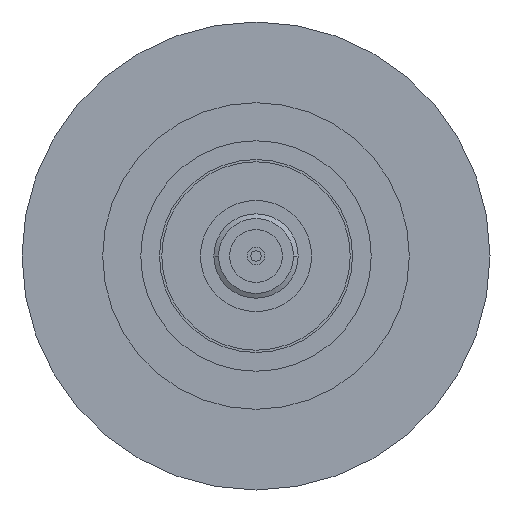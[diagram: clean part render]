
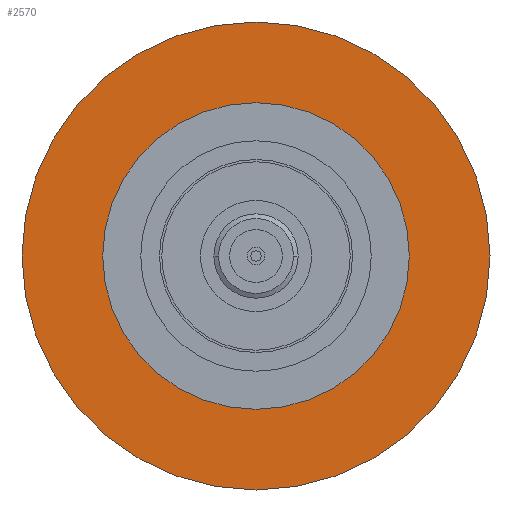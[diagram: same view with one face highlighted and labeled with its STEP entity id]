
A CAD part, left-side view. The second image highlights one B-rep face of the part: STEP entity #2570.
In plain terms, the highlighted planar face has unit normal (-1, 0, 0).
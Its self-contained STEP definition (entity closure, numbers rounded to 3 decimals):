
#31 = VERTEX_POINT ( 'NONE', #1179 ) ;
#109 = CARTESIAN_POINT ( 'NONE',  ( 0., 0., 13.1 ) ) ;
#143 = CARTESIAN_POINT ( 'NONE',  ( 0., 0., -13.1 ) ) ;
#152 = EDGE_CURVE ( 'NONE', #31, #1102, #2123, .T. ) ;
#258 = CIRCLE ( 'NONE', #1208, 13.1 ) ;
#301 = EDGE_LOOP ( 'NONE', ( #699, #354 ) ) ;
#354 = ORIENTED_EDGE ( 'NONE', *, *, #1518, .T. ) ;
#368 = DIRECTION ( 'NONE',  ( 1., 0., 0. ) ) ;
#382 = VERTEX_POINT ( 'NONE', #109 ) ;
#412 = CARTESIAN_POINT ( 'NONE',  ( 0., 0., 0. ) ) ;
#449 = FACE_BOUND ( 'NONE', #301, .T. ) ;
#571 = FACE_OUTER_BOUND ( 'NONE', #1687, .T. ) ;
#620 = DIRECTION ( 'NONE',  ( -1., 0., 0. ) ) ;
#699 = ORIENTED_EDGE ( 'NONE', *, *, #1277, .T. ) ;
#712 = DIRECTION ( 'NONE',  ( 1., 0., 0. ) ) ;
#833 = DIRECTION ( 'NONE',  ( 0., 0., 1. ) ) ;
#843 = DIRECTION ( 'NONE',  ( 0., 0., -1. ) ) ;
#969 = AXIS2_PLACEMENT_3D ( 'NONE', #2322, #712, #1705 ) ;
#1065 = DIRECTION ( 'NONE',  ( 0., 0., -1. ) ) ;
#1102 = VERTEX_POINT ( 'NONE', #1573 ) ;
#1106 = PLANE ( 'NONE',  #1235 ) ;
#1142 = VERTEX_POINT ( 'NONE', #143 ) ;
#1179 = CARTESIAN_POINT ( 'NONE',  ( 0., 0., -20. ) ) ;
#1208 = AXIS2_PLACEMENT_3D ( 'NONE', #412, #1833, #843 ) ;
#1235 = AXIS2_PLACEMENT_3D ( 'NONE', #1411, #620, #833 ) ;
#1260 = CARTESIAN_POINT ( 'NONE',  ( 0., 0., 0. ) ) ;
#1277 = EDGE_CURVE ( 'NONE', #1142, #382, #258, .T. ) ;
#1286 = AXIS2_PLACEMENT_3D ( 'NONE', #1788, #368, #1572 ) ;
#1411 = CARTESIAN_POINT ( 'NONE',  ( 0., 0., -13.1 ) ) ;
#1518 = EDGE_CURVE ( 'NONE', #382, #1142, #2151, .T. ) ;
#1572 = DIRECTION ( 'NONE',  ( 0., 0., -1. ) ) ;
#1573 = CARTESIAN_POINT ( 'NONE',  ( 0., 0., 20. ) ) ;
#1687 = EDGE_LOOP ( 'NONE', ( #1941, #2198 ) ) ;
#1705 = DIRECTION ( 'NONE',  ( 0., 0., -1. ) ) ;
#1788 = CARTESIAN_POINT ( 'NONE',  ( 0., 0., 0. ) ) ;
#1833 = DIRECTION ( 'NONE',  ( 1., 0., 0. ) ) ;
#1941 = ORIENTED_EDGE ( 'NONE', *, *, #152, .F. ) ;
#2073 = AXIS2_PLACEMENT_3D ( 'NONE', #1260, #2479, #1065 ) ;
#2123 = CIRCLE ( 'NONE', #1286, 20. ) ;
#2151 = CIRCLE ( 'NONE', #2073, 13.1 ) ;
#2198 = ORIENTED_EDGE ( 'NONE', *, *, #2480, .F. ) ;
#2303 = CIRCLE ( 'NONE', #969, 20. ) ;
#2322 = CARTESIAN_POINT ( 'NONE',  ( 0., 0., 0. ) ) ;
#2479 = DIRECTION ( 'NONE',  ( 1., 0., 0. ) ) ;
#2480 = EDGE_CURVE ( 'NONE', #1102, #31, #2303, .T. ) ;
#2570 = ADVANCED_FACE ( 'NONE', ( #449, #571 ), #1106, .T. ) ;
